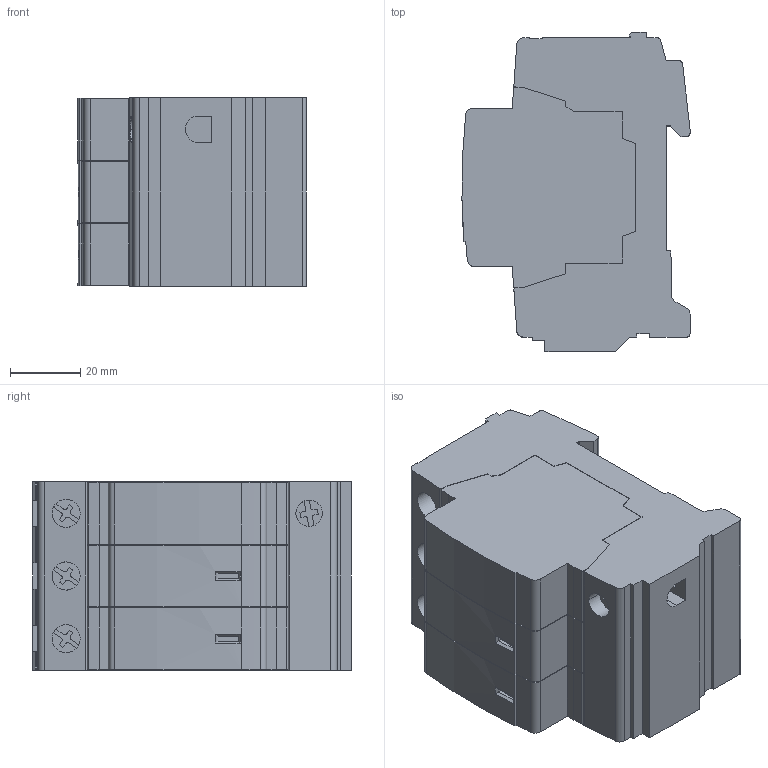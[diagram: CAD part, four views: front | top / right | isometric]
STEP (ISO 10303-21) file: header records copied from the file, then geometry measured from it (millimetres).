
FILE_DESCRIPTION((''),'2;1');
FILE_NAME('B80002031','2017-06-28T',('FRJEGUI'),(''),'CREO PARAMETRIC BY PTC INC, 2016380','CREO PARAMETRIC BY PTC INC, 2016380','');
FILE_SCHEMA(('CONFIG_CONTROL_DESIGN'));
Length unit declared in the file: millimetre
Products named in the file (1): B80002031
Bounding box: 64.77 x 90.5 x 53.4 mm (x, y, z)
Volume: 1157.7 mm3; surface area: 40060.3 mm2
Topology: 2 solids, 3 shells, 363 faces, 1035 edges, 680 vertices
Faces by surface type: plane 284, cylinder 75, cone 4
Entity records: 11913 total; most frequent: CARTESIAN_POINT 2295, ORIENTED_EDGE 2058, DIRECTION 1909, EDGE_CURVE 1035, VECTOR 849, LINE 849, VERTEX_POINT 680, AXIS2_PLACEMENT_3D 530
